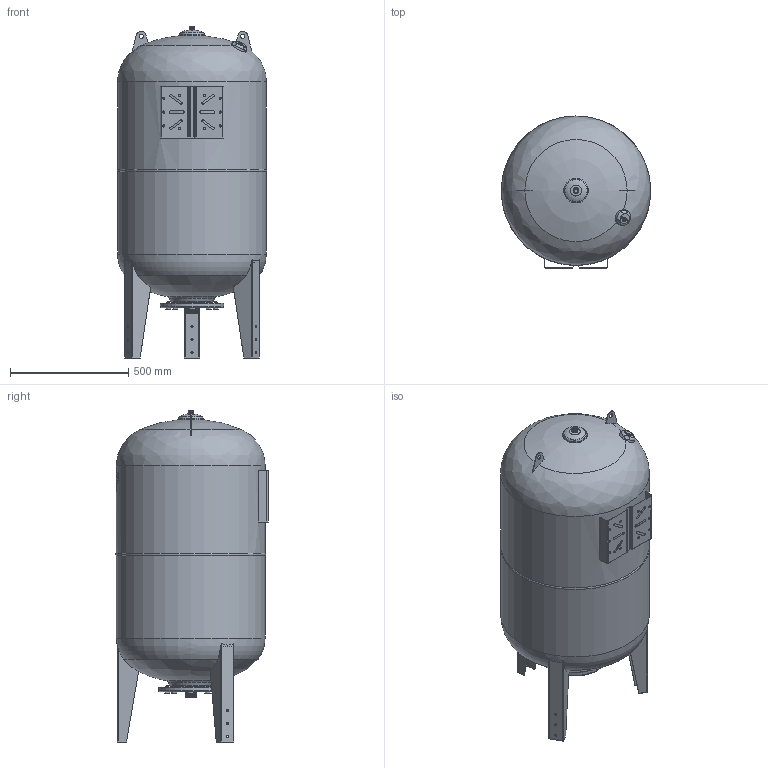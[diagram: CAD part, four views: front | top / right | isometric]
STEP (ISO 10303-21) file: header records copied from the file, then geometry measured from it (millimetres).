
FILE_DESCRIPTION(/* description */ (''),/* implementation_level */ '2;1');
FILE_NAME(/* name */ '11_ULTRA-PRO 300L V 10bar_11000300041.stp',/* time_stamp */ '2019-09-05T12:35:35+03:00',/* author */ ('shkarinov'),/* organization */ (''),/* preprocessor_version */ 'ST-DEVELOPER v16.5',/* originating_system */ 'Autodesk Inventor 2017',/* authorisation */ '');
FILE_SCHEMA (('AUTOMOTIVE_DESIGN { 1 0 10303 214 3 1 1 }'));
Length unit declared in the file: inch
Products named in the file (1): 11_ULTRA-PRO 300L V 10bar_11000300041
Bounding box: 634.13 x 644.62 x 1406.44 mm (x, y, z)
Volume: 314272772.6 mm3; surface area: 3268448.4 mm2
Topology: 1 solids, 1 shells, 617 faces, 1624 edges, 1060 vertices
Faces by surface type: plane 318, cylinder 205, torus 59, cone 26, bspline 6, sphere 3
Full cylindrical faces by diameter (mm): 9 x19, 12 x16, 15 x1, 18 x2, 25.02 x1, 42.667 x1, 51.2 x1, 103.79 x1, 138.852 x1, 142 x1, 260 x1, 262 x1, 270 x1, 630 x2
Entity records: 21654 total; most frequent: CARTESIAN_POINT 6270, DIRECTION 2994, ORIENTED_EDGE 2942, EDGE_CURVE 1469, AXIS2_PLACEMENT_3D 1113, VERTEX_POINT 1037, EDGE_LOOP 872, LINE 768
